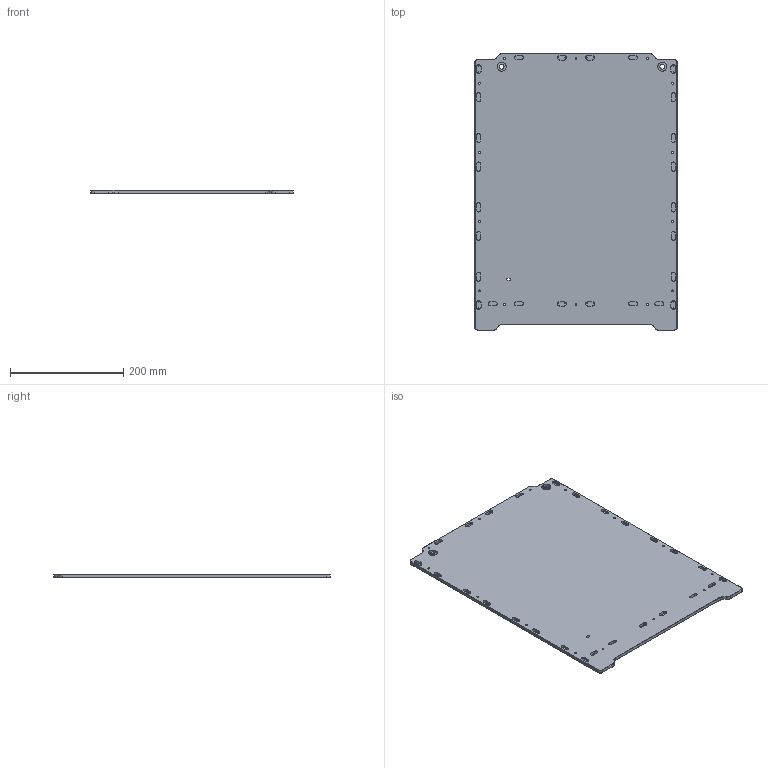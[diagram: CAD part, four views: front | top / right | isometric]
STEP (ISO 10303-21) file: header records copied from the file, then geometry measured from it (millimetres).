
FILE_DESCRIPTION (( 'STEP AP203' ), '1' );
FILE_NAME ('2213-01.STEP', '2014-11-19T16:42:15', ( '' ), ( '' ), 'SwSTEP 2.0', 'SolidWorks 2014', '' );
FILE_SCHEMA (( 'CONFIG_CONTROL_DESIGN' ));
Length unit declared in the file: millimetre
Products named in the file (1): 2213-01
Bounding box: 357 x 488 x 6 mm (x, y, z)
Volume: 1009845.3 mm3; surface area: 355859.4 mm2
Topology: 1 solids, 1 shells, 325 faces, 805 edges, 510 vertices
Faces by surface type: plane 152, cylinder 149, cone 24
Entity records: 9786 total; most frequent: DIRECTION 1779, CARTESIAN_POINT 1641, ORIENTED_EDGE 1610, EDGE_CURVE 805, AXIS2_PLACEMENT_3D 648, VERTEX_POINT 510, LINE 483, VECTOR 483
